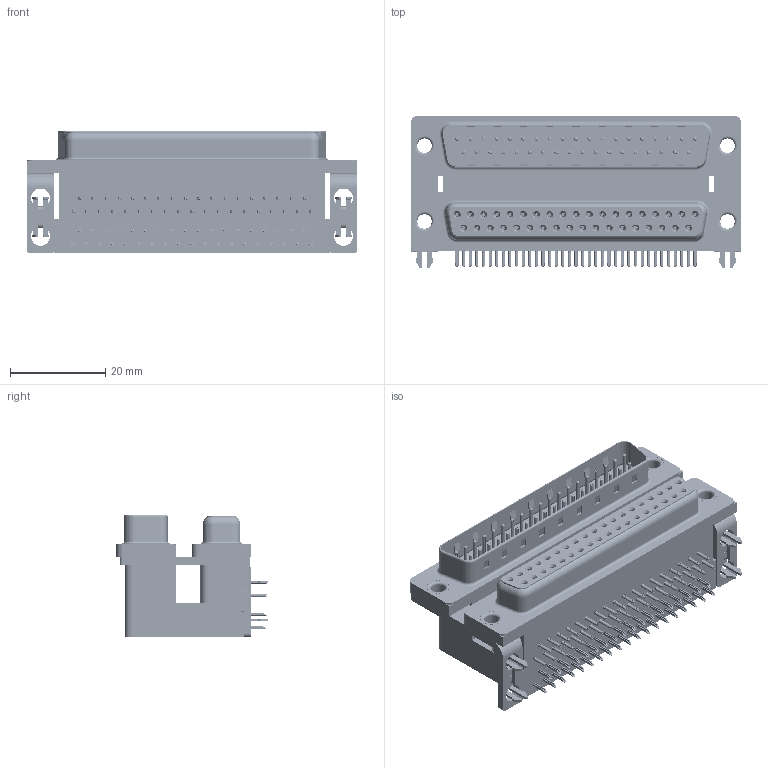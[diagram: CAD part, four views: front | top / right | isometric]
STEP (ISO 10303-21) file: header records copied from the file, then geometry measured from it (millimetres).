
FILE_DESCRIPTION (( 'STEP AP203' ), '1' );
FILE_NAME ('663-037-664-034.STEP', '2022-06-18T04:28:56', ( '' ), ( '' ), 'SwSTEP 2.0', 'SolidWorks 2020', '' );
FILE_SCHEMA (( 'CONFIG_CONTROL_DESIGN' ));
Length unit declared in the file: millimetre
Products named in the file (13): 663 Contact Bottom Upper_L; 663 Contact Bottom Lower; 663 Housing Upper_37 Contacts L; 663 Housing Spacer_37 Contacts L; 663 Thru Hole Rivet; 663 Housing Lower_37 Contacts; 663 Mounting Bracket_2ProngL; 663 Contact Top Upper_L; 663 Shell Plug_37 Contacts; 663-037-664-034; 663 Shell Receptacle_37 Contacts; 663 Contact Top Lower; 663 2 Prong Board Lock_3
Assembly tree (87 placements, depth 2):
  663-037-664-034
    663 Housing Lower_37 Contacts
    663 Housing Spacer_37 Contacts L
    663 Housing Upper_37 Contacts L
    663 Shell Receptacle_37 Contacts
    663 Shell Plug_37 Contacts
    663 Contact Bottom Lower  x18
    663 Contact Top Lower  x19
    663 Contact Bottom Upper_L  x18
    663 Contact Top Upper_L  x19
    663 Mounting Bracket_2ProngL  x2
    663 2 Prong Board Lock_3  x2
    663 Thru Hole Rivet  x4
Bounding box: 69.32 x 31.93 x 25.6 mm (x, y, z)
Volume: 29890.1 mm3; surface area: 31393.5 mm2
Topology: 87 solids, 87 shells, 9013 faces, 23235 edges, 14513 vertices
Faces by surface type: plane 4843, cylinder 2191, bspline 1260, cone 444, torus 275
Entity records: 67799 total; most frequent: CARTESIAN_POINT 14301, ORIENTED_EDGE 10344, DIRECTION 10017, EDGE_CURVE 5172, VECTOR 3937, LINE 3937, VERTEX_POINT 3339, AXIS2_PLACEMENT_3D 3040
